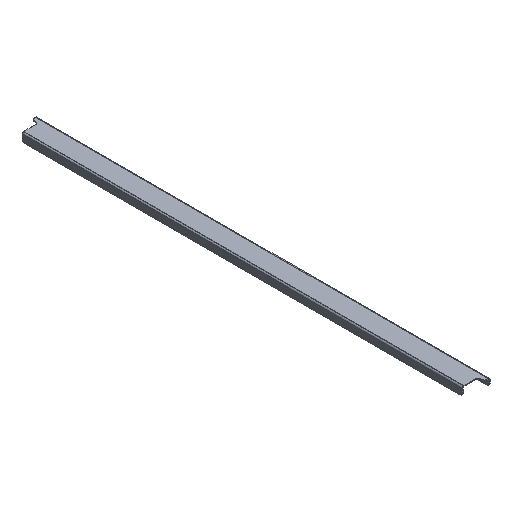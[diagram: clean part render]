
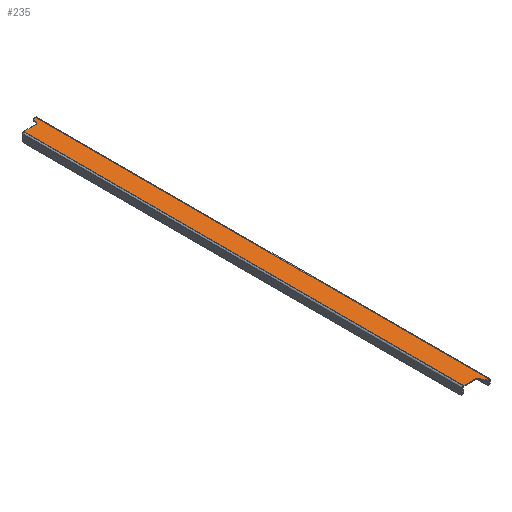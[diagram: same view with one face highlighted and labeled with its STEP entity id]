
A CAD part, isometric view. The second image highlights one B-rep face of the part: STEP entity #235.
In plain terms, the highlighted planar face has unit normal (0, 0, 1).
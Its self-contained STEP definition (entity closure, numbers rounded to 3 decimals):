
#11 = VECTOR ( 'NONE', #803, 1000. ) ;
#20 = EDGE_CURVE ( 'NONE', #1949, #1748, #175, .T. ) ;
#26 = ORIENTED_EDGE ( 'NONE', *, *, #227, .T. ) ;
#61 = DIRECTION ( 'NONE',  ( 1., 0., 0. ) ) ;
#81 = ORIENTED_EDGE ( 'NONE', *, *, #20, .T. ) ;
#83 = EDGE_CURVE ( 'NONE', #1103, #1731, #619, .T. ) ;
#111 = DIRECTION ( 'NONE',  ( -1., 0., 0. ) ) ;
#162 = VERTEX_POINT ( 'NONE', #1922 ) ;
#175 = LINE ( 'NONE', #1531, #359 ) ;
#190 = LINE ( 'NONE', #197, #11 ) ;
#197 = CARTESIAN_POINT ( 'NONE',  ( -21.6, 540.5, 0. ) ) ;
#214 = VECTOR ( 'NONE', #1485, 1000. ) ;
#227 = EDGE_CURVE ( 'NONE', #162, #1664, #1947, .T. ) ;
#235 = ADVANCED_FACE ( 'NONE', ( #236 ), #1385, .T. ) ;
#236 = FACE_OUTER_BOUND ( 'NONE', #1868, .T. ) ;
#277 = AXIS2_PLACEMENT_3D ( 'NONE', #706, #1477, #556 ) ;
#303 = ORIENTED_EDGE ( 'NONE', *, *, #1652, .F. ) ;
#359 = VECTOR ( 'NONE', #624, 1000. ) ;
#362 = AXIS2_PLACEMENT_3D ( 'NONE', #1568, #1259, #962 ) ;
#402 = CARTESIAN_POINT ( 'NONE',  ( 12.4, -534.5, 0. ) ) ;
#438 = CARTESIAN_POINT ( 'NONE',  ( 12.4, -531.5, 0. ) ) ;
#492 = AXIS2_PLACEMENT_3D ( 'NONE', #1764, #756, #1368 ) ;
#522 = CIRCLE ( 'NONE', #492, 6. ) ;
#556 = DIRECTION ( 'NONE',  ( 1., 0., 0. ) ) ;
#573 = DIRECTION ( 'NONE',  ( 0., 1., 0. ) ) ;
#580 = EDGE_CURVE ( 'NONE', #1748, #162, #1766, .T. ) ;
#600 = CARTESIAN_POINT ( 'NONE',  ( 18.4, -540.5, 0. ) ) ;
#606 = VERTEX_POINT ( 'NONE', #1813 ) ;
#614 = DIRECTION ( 'NONE',  ( -1., 0., 0. ) ) ;
#619 = CIRCLE ( 'NONE', #1753, 6. ) ;
#624 = DIRECTION ( 'NONE',  ( 1., 0., 0. ) ) ;
#645 = VERTEX_POINT ( 'NONE', #438 ) ;
#666 = EDGE_CURVE ( 'NONE', #787, #1731, #1032, .T. ) ;
#676 = ORIENTED_EDGE ( 'NONE', *, *, #1759, .T. ) ;
#698 = CARTESIAN_POINT ( 'NONE',  ( -21.6, -525.5, 0. ) ) ;
#706 = CARTESIAN_POINT ( 'NONE',  ( 0., 0., 0. ) ) ;
#756 = DIRECTION ( 'NONE',  ( 0., 0., -1. ) ) ;
#787 = VERTEX_POINT ( 'NONE', #1742 ) ;
#801 = ORIENTED_EDGE ( 'NONE', *, *, #580, .T. ) ;
#803 = DIRECTION ( 'NONE',  ( 0., -1., 0. ) ) ;
#811 = LINE ( 'NONE', #1733, #1783 ) ;
#814 = AXIS2_PLACEMENT_3D ( 'NONE', #1078, #1578, #1558 ) ;
#823 = ORIENTED_EDGE ( 'NONE', *, *, #1860, .T. ) ;
#863 = CARTESIAN_POINT ( 'NONE',  ( 6.4, -525.5, 0. ) ) ;
#900 = VERTEX_POINT ( 'NONE', #402 ) ;
#944 = VECTOR ( 'NONE', #1841, 1000. ) ;
#949 = ORIENTED_EDGE ( 'NONE', *, *, #1883, .F. ) ;
#962 = DIRECTION ( 'NONE',  ( 1., 0., 0. ) ) ;
#979 = DIRECTION ( 'NONE',  ( 0., 0., -1. ) ) ;
#989 = VECTOR ( 'NONE', #1056, 1000. ) ;
#995 = CARTESIAN_POINT ( 'NONE',  ( 21.6, -540.5, 0. ) ) ;
#1008 = VECTOR ( 'NONE', #573, 1000. ) ;
#1018 = ORIENTED_EDGE ( 'NONE', *, *, #1936, .F. ) ;
#1024 = ORIENTED_EDGE ( 'NONE', *, *, #1912, .T. ) ;
#1029 = LINE ( 'NONE', #1514, #944 ) ;
#1032 = LINE ( 'NONE', #1836, #989 ) ;
#1056 = DIRECTION ( 'NONE',  ( 1., 0., 0. ) ) ;
#1078 = CARTESIAN_POINT ( 'NONE',  ( 18.4, 534.5, 0. ) ) ;
#1103 = VERTEX_POINT ( 'NONE', #1223 ) ;
#1140 = CIRCLE ( 'NONE', #814, 6. ) ;
#1154 = VECTOR ( 'NONE', #111, 1000. ) ;
#1186 = CARTESIAN_POINT ( 'NONE',  ( 18.4, 540.5, 0. ) ) ;
#1190 = CARTESIAN_POINT ( 'NONE',  ( 25.6, 540.5, 0. ) ) ;
#1196 = CARTESIAN_POINT ( 'NONE',  ( 12.4, 540.5, 0. ) ) ;
#1223 = CARTESIAN_POINT ( 'NONE',  ( 12.4, 531.5, 0. ) ) ;
#1259 = DIRECTION ( 'NONE',  ( 0., 0., 1. ) ) ;
#1342 = VERTEX_POINT ( 'NONE', #698 ) ;
#1359 = CIRCLE ( 'NONE', #362, 6. ) ;
#1368 = DIRECTION ( 'NONE',  ( 1., 0., 0. ) ) ;
#1385 = PLANE ( 'NONE',  #277 ) ;
#1475 = VERTEX_POINT ( 'NONE', #863 ) ;
#1477 = DIRECTION ( 'NONE',  ( 0., 0., 1. ) ) ;
#1485 = DIRECTION ( 'NONE',  ( 0., 1., 0. ) ) ;
#1486 = CARTESIAN_POINT ( 'NONE',  ( 6.4, 525.5, 0. ) ) ;
#1514 = CARTESIAN_POINT ( 'NONE',  ( 12.4, -540.5, 0. ) ) ;
#1531 = CARTESIAN_POINT ( 'NONE',  ( 25.6, -540.5, 0. ) ) ;
#1558 = DIRECTION ( 'NONE',  ( 1., 0., 0. ) ) ;
#1568 = CARTESIAN_POINT ( 'NONE',  ( 18.4, -534.5, 0. ) ) ;
#1578 = DIRECTION ( 'NONE',  ( 0., 0., 1. ) ) ;
#1652 = EDGE_CURVE ( 'NONE', #1103, #606, #1976, .T. ) ;
#1664 = VERTEX_POINT ( 'NONE', #1186 ) ;
#1704 = CARTESIAN_POINT ( 'NONE',  ( 21.6, -540.5, 0. ) ) ;
#1718 = ORIENTED_EDGE ( 'NONE', *, *, #83, .T. ) ;
#1731 = VERTEX_POINT ( 'NONE', #1486 ) ;
#1733 = CARTESIAN_POINT ( 'NONE',  ( -25.6, -525.5, 0. ) ) ;
#1742 = CARTESIAN_POINT ( 'NONE',  ( -21.6, 525.5, 0. ) ) ;
#1746 = CARTESIAN_POINT ( 'NONE',  ( 6.4, 531.5, 0. ) ) ;
#1748 = VERTEX_POINT ( 'NONE', #1704 ) ;
#1753 = AXIS2_PLACEMENT_3D ( 'NONE', #1746, #979, #61 ) ;
#1759 = EDGE_CURVE ( 'NONE', #1664, #606, #1140, .T. ) ;
#1764 = CARTESIAN_POINT ( 'NONE',  ( 6.4, -531.5, 0. ) ) ;
#1765 = ORIENTED_EDGE ( 'NONE', *, *, #666, .F. ) ;
#1766 = LINE ( 'NONE', #995, #214 ) ;
#1783 = VECTOR ( 'NONE', #614, 1000. ) ;
#1813 = CARTESIAN_POINT ( 'NONE',  ( 12.4, 534.5, 0. ) ) ;
#1816 = ORIENTED_EDGE ( 'NONE', *, *, #1878, .T. ) ;
#1836 = CARTESIAN_POINT ( 'NONE',  ( -25.6, 525.5, 0. ) ) ;
#1841 = DIRECTION ( 'NONE',  ( 0., 1., 0. ) ) ;
#1860 = EDGE_CURVE ( 'NONE', #900, #1949, #1359, .T. ) ;
#1868 = EDGE_LOOP ( 'NONE', ( #1018, #823, #81, #801, #26, #676, #303, #1718, #1765, #1816, #949, #1024 ) ) ;
#1878 = EDGE_CURVE ( 'NONE', #787, #1342, #190, .T. ) ;
#1883 = EDGE_CURVE ( 'NONE', #1475, #1342, #811, .T. ) ;
#1912 = EDGE_CURVE ( 'NONE', #1475, #645, #522, .T. ) ;
#1922 = CARTESIAN_POINT ( 'NONE',  ( 21.6, 540.5, 0. ) ) ;
#1936 = EDGE_CURVE ( 'NONE', #900, #645, #1029, .T. ) ;
#1947 = LINE ( 'NONE', #1190, #1154 ) ;
#1949 = VERTEX_POINT ( 'NONE', #600 ) ;
#1976 = LINE ( 'NONE', #1196, #1008 ) ;
